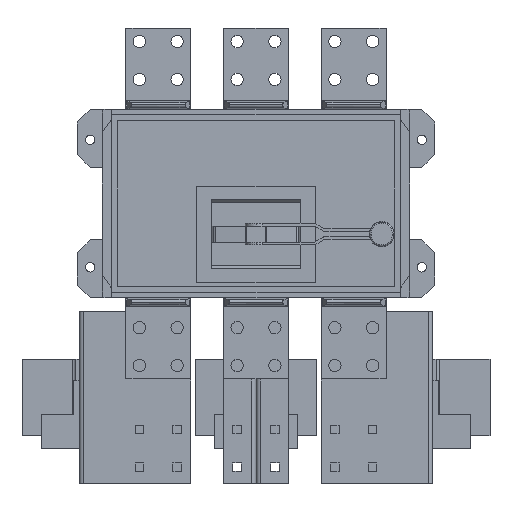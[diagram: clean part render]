
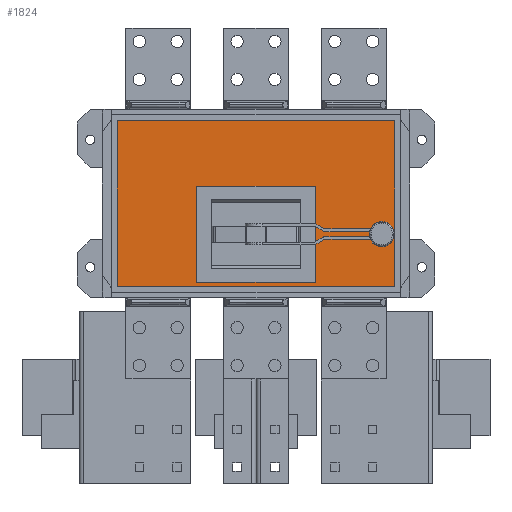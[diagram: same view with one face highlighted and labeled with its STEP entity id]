
A CAD part, front view. The second image highlights one B-rep face of the part: STEP entity #1824.
In plain terms, the highlighted planar face has unit normal (0, -1, 0).
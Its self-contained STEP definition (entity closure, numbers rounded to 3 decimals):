
#1505=CARTESIAN_POINT('POS158',(0.,-168.5,35.9));
#1506=DIRECTION('DIR242',(0.,-1.,0.));
#1507=DIRECTION('DIR243',(1.,0.,0.));
#1508=AXIS2_PLACEMENT_3D('AXIS85',#1505,#1506,#1507);
#1509=PLANE('PLANE25',#1508);
#1688=CARTESIAN_POINT('POINT101',(69.8,-168.5,-56.5));
#1689=VERTEX_POINT('VERTEX101',#1688);
#1696=CARTESIAN_POINT('POINT102',(69.8,-168.5,56.5));
#1697=VERTEX_POINT('VERTEX102',#1696);
#1698=CARTESIAN_POINT('POS179',(69.8,-168.5,
   0.));
#1699=DIRECTION('DIR270',(0.,0.,-1.));
#1700=VECTOR('VEC88',#1699,25.4);
#1701=LINE('STRAIGHT88',#1698,#1700);
#1702=EDGE_CURVE('EDGE156',#1697,#1689,#1701,.T.);
#1720=CARTESIAN_POINT('POINT103',(-69.8,-168.5,56.5));
#1721=VERTEX_POINT('VERTEX103',#1720);
#1722=CARTESIAN_POINT('POS182',(0.,-168.5,56.5));
#1723=DIRECTION('DIR274',(1.,0.,0.));
#1724=VECTOR('VEC90',#1723,25.4);
#1725=LINE('STRAIGHT90',#1722,#1724);
#1726=EDGE_CURVE('EDGE158',#1721,#1697,#1725,.T.);
#1744=CARTESIAN_POINT('POINT104',(-69.8,-168.5,-56.5));
#1745=VERTEX_POINT('VERTEX104',#1744);
#1746=CARTESIAN_POINT('POS185',(-69.8,-168.5,
   0.));
#1747=DIRECTION('DIR278',(0.,0.,1.));
#1748=VECTOR('VEC92',#1747,25.4);
#1749=LINE('STRAIGHT92',#1746,#1748);
#1750=EDGE_CURVE('EDGE160',#1745,#1721,#1749,.T.);
#1768=CARTESIAN_POINT('POS188',(0.,-168.5,-56.5));
#1769=DIRECTION('DIR282',(-1.,0.,0.));
#1770=VECTOR('VEC94',#1769,25.4);
#1771=LINE('STRAIGHT94',#1768,#1770);
#1772=EDGE_CURVE('EDGE162',#1689,#1745,#1771,.T.);
#1784=CARTESIAN_POINT('POINT105',(163.,-168.5,-61.6));
#1785=VERTEX_POINT('VERTEX105',#1784);
#1786=CARTESIAN_POINT('POINT106',(163.,-168.5,133.4));
#1787=VERTEX_POINT('VERTEX106',#1786);
#1788=CARTESIAN_POINT('POS190',(163.,-168.5,35.9));
#1789=DIRECTION('DIR285',(0.,0.,1.));
#1790=VECTOR('VEC95',#1789,25.4);
#1791=LINE('STRAIGHT95',#1788,#1790);
#1792=EDGE_CURVE('EDGE163',#1785,#1787,#1791,.T.);
#1793=ORIENTED_EDGE('COEDGE321',*,*,#1792,.T.);
#1794=CARTESIAN_POINT('POINT107',(-163.,-168.5,133.4));
#1795=VERTEX_POINT('VERTEX107',#1794);
#1796=CARTESIAN_POINT('POS191',(0.,-168.5,133.4));
#1797=DIRECTION('DIR286',(-1.,0.,0.));
#1798=VECTOR('VEC96',#1797,25.4);
#1799=LINE('STRAIGHT96',#1796,#1798);
#1800=EDGE_CURVE('EDGE164',#1787,#1795,#1799,.T.);
#1801=ORIENTED_EDGE('COEDGE322',*,*,#1800,.T.);
#1802=CARTESIAN_POINT('POINT108',(-163.,-168.5,-61.6));
#1803=VERTEX_POINT('VERTEX108',#1802);
#1804=CARTESIAN_POINT('POS192',(-163.,-168.5,35.9));
#1805=DIRECTION('DIR287',(0.,0.,-1.));
#1806=VECTOR('VEC97',#1805,25.4);
#1807=LINE('STRAIGHT97',#1804,#1806);
#1808=EDGE_CURVE('EDGE165',#1795,#1803,#1807,.T.);
#1809=ORIENTED_EDGE('COEDGE323',*,*,#1808,.T.);
#1810=CARTESIAN_POINT('POS193',(0.,-168.5,-61.6));
#1811=DIRECTION('DIR288',(1.,0.,0.));
#1812=VECTOR('VEC98',#1811,25.4);
#1813=LINE('STRAIGHT98',#1810,#1812);
#1814=EDGE_CURVE('EDGE166',#1803,#1785,#1813,.T.);
#1815=ORIENTED_EDGE('COEDGE324',*,*,#1814,.T.);
#1816=EDGE_LOOP('NONE',(#1793,#1801,#1809,#1815));
#1817=FACE_BOUND('LOOP1',#1816,.T.);
#1818=ORIENTED_EDGE('COEDGE325',*,*,#1772,.T.);
#1819=ORIENTED_EDGE('COEDGE326',*,*,#1750,.T.);
#1820=ORIENTED_EDGE('COEDGE327',*,*,#1726,.T.);
#1821=ORIENTED_EDGE('COEDGE328',*,*,#1702,.T.);
#1822=EDGE_LOOP('NONE',(#1818,#1819,#1820,#1821));
#1823=FACE_BOUND('LOOP1',#1822,.T.);
#1824=ADVANCED_FACE('FACE61',(#1817,#1823),#1509,.T.);
